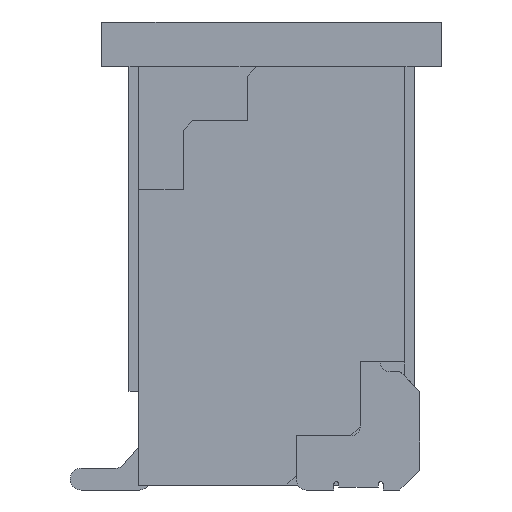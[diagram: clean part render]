
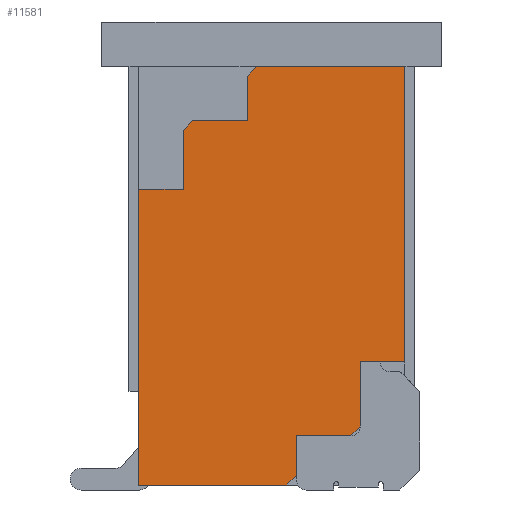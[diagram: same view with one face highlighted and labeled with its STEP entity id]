
A CAD part, front view. The second image highlights one B-rep face of the part: STEP entity #11581.
In plain terms, the highlighted face is planar.
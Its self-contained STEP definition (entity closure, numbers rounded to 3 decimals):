
#1011=ORIENTED_EDGE('',*,*,#3324,.T.);
#1012=ORIENTED_EDGE('',*,*,#2842,.T.);
#1013=ORIENTED_EDGE('',*,*,#2834,.T.);
#1014=ORIENTED_EDGE('',*,*,#3325,.T.);
#1015=ORIENTED_EDGE('',*,*,#2851,.T.);
#1016=ORIENTED_EDGE('',*,*,#3326,.T.);
#1017=ORIENTED_EDGE('',*,*,#3272,.F.);
#1018=ORIENTED_EDGE('',*,*,#2811,.F.);
#1019=ORIENTED_EDGE('',*,*,#3327,.F.);
#1020=ORIENTED_EDGE('',*,*,#3328,.F.);
#1021=ORIENTED_EDGE('',*,*,#3329,.F.);
#1022=ORIENTED_EDGE('',*,*,#3330,.F.);
#1023=ORIENTED_EDGE('',*,*,#3331,.F.);
#1024=ORIENTED_EDGE('',*,*,#3332,.F.);
#1025=ORIENTED_EDGE('',*,*,#3233,.T.);
#1026=ORIENTED_EDGE('',*,*,#3323,.F.);
#2811=EDGE_CURVE('',#4097,#4098,#4922,.T.);
#2834=EDGE_CURVE('',#4121,#4120,#4942,.T.);
#2842=EDGE_CURVE('',#4127,#4121,#4950,.T.);
#2851=EDGE_CURVE('',#4136,#4135,#4959,.T.);
#3233=EDGE_CURVE('',#4413,#4412,#5340,.T.);
#3272=EDGE_CURVE('',#4098,#4432,#5379,.T.);
#3323=EDGE_CURVE('',#4463,#4412,#5429,.T.);
#3324=EDGE_CURVE('',#4463,#4127,#5430,.T.);
#3325=EDGE_CURVE('',#4120,#4136,#5431,.T.);
#3326=EDGE_CURVE('',#4135,#4432,#5432,.T.);
#3327=EDGE_CURVE('',#4464,#4097,#5433,.T.);
#3328=EDGE_CURVE('',#4465,#4464,#5434,.T.);
#3329=EDGE_CURVE('',#4466,#4465,#5435,.T.);
#3330=EDGE_CURVE('',#4467,#4466,#5436,.T.);
#3331=EDGE_CURVE('',#4468,#4467,#5437,.T.);
#3332=EDGE_CURVE('',#4413,#4468,#5438,.T.);
#4097=VERTEX_POINT('',#14800);
#4098=VERTEX_POINT('',#14802);
#4120=VERTEX_POINT('',#14851);
#4121=VERTEX_POINT('',#14853);
#4127=VERTEX_POINT('',#14868);
#4135=VERTEX_POINT('',#14885);
#4136=VERTEX_POINT('',#14887);
#4412=VERTEX_POINT('',#15623);
#4413=VERTEX_POINT('',#15625);
#4432=VERTEX_POINT('',#15694);
#4463=VERTEX_POINT('',#15786);
#4464=VERTEX_POINT('',#15793);
#4465=VERTEX_POINT('',#15795);
#4466=VERTEX_POINT('',#15797);
#4467=VERTEX_POINT('',#15799);
#4468=VERTEX_POINT('',#15801);
#4922=LINE('',#14801,#6096);
#4942=LINE('',#14852,#6116);
#4950=LINE('',#14867,#6124);
#4959=LINE('',#14886,#6133);
#5340=LINE('',#15624,#6514);
#5379=LINE('',#15693,#6553);
#5429=LINE('',#15787,#6603);
#5430=LINE('',#15789,#6604);
#5431=LINE('',#15790,#6605);
#5432=LINE('',#15791,#6606);
#5433=LINE('',#15792,#6607);
#5434=LINE('',#15794,#6608);
#5435=LINE('',#15796,#6609);
#5436=LINE('',#15798,#6610);
#5437=LINE('',#15800,#6611);
#5438=LINE('',#15802,#6612);
#6096=VECTOR('',#12509,1000.);
#6116=VECTOR('',#12545,1000.);
#6124=VECTOR('',#12555,1000.);
#6133=VECTOR('',#12566,1000.);
#6514=VECTOR('',#13107,1000.);
#6553=VECTOR('',#13168,1000.);
#6603=VECTOR('',#13242,1000.);
#6604=VECTOR('',#13245,1000.);
#6605=VECTOR('',#13246,1000.);
#6606=VECTOR('',#13247,1000.);
#6607=VECTOR('',#13248,1000.);
#6608=VECTOR('',#13249,1000.);
#6609=VECTOR('',#13250,1000.);
#6610=VECTOR('',#13251,1000.);
#6611=VECTOR('',#13252,1000.);
#6612=VECTOR('',#13253,1000.);
#7342=EDGE_LOOP('',(#1011,#1012,#1013,#1014,#1015,#1016,#1017,#1018,#1019,
#1020,#1021,#1022,#1023,#1024,#1025,#1026));
#7780=FACE_BOUND('',#7342,.T.);
#8218=PLANE('',#12023);
#11581=ADVANCED_FACE('',(#7780),#8218,.F.);
#12023=AXIS2_PLACEMENT_3D('',#15788,#13243,#13244);
#12509=DIRECTION('',(0.,0.,1.));
#12545=DIRECTION('',(0.,0.,1.));
#12555=DIRECTION('',(0.,-1.,0.));
#12566=DIRECTION('',(0.,-1.,0.));
#13107=DIRECTION('',(0.,1.,0.));
#13168=DIRECTION('',(0.,1.,0.));
#13242=DIRECTION('',(0.,0.,-1.));
#13243=DIRECTION('',(-1.,0.,0.));
#13244=DIRECTION('',(0.,0.,1.));
#13245=DIRECTION('',(0.,-0.707,0.707));
#13246=DIRECTION('',(0.,-0.707,0.707));
#13247=DIRECTION('',(0.,0.,1.));
#13248=DIRECTION('',(0.,-0.707,0.707));
#13249=DIRECTION('',(0.,-1.,0.));
#13250=DIRECTION('',(0.,0.,1.));
#13251=DIRECTION('',(0.,-0.707,0.707));
#13252=DIRECTION('',(0.,-1.,0.));
#13253=DIRECTION('',(0.,0.,1.));
#14800=CARTESIAN_POINT('',(3.5,-2.125,-0.15));
#14801=CARTESIAN_POINT('',(3.5,-2.125,-1.45));
#14802=CARTESIAN_POINT('',(3.5,-2.125,1.35));
#14851=CARTESIAN_POINT('',(3.5,1.625,0.8));
#14852=CARTESIAN_POINT('',(3.5,1.625,0.25));
#14853=CARTESIAN_POINT('',(3.5,1.625,0.25));
#14867=CARTESIAN_POINT('',(3.5,2.025,0.25));
#14868=CARTESIAN_POINT('',(3.5,2.025,0.25));
#14885=CARTESIAN_POINT('',(3.5,0.875,0.9));
#14886=CARTESIAN_POINT('',(3.5,1.525,0.9));
#14887=CARTESIAN_POINT('',(3.5,1.525,0.9));
#15623=CARTESIAN_POINT('',(3.5,2.125,-1.35));
#15624=CARTESIAN_POINT('',(3.5,-2.125,-1.35));
#15625=CARTESIAN_POINT('',(3.5,-0.875,-1.35));
#15693=CARTESIAN_POINT('',(3.5,-2.125,1.35));
#15694=CARTESIAN_POINT('',(3.5,0.875,1.35));
#15786=CARTESIAN_POINT('',(3.5,2.125,0.15));
#15787=CARTESIAN_POINT('',(3.5,2.125,1.45));
#15788=CARTESIAN_POINT('',(3.5,0.,0.));
#15789=CARTESIAN_POINT('',(3.5,2.125,0.15));
#15790=CARTESIAN_POINT('',(3.5,1.625,0.8));
#15791=CARTESIAN_POINT('',(3.5,0.875,0.9));
#15792=CARTESIAN_POINT('',(3.5,-2.025,-0.25));
#15793=CARTESIAN_POINT('',(3.5,-2.025,-0.25));
#15794=CARTESIAN_POINT('',(3.5,-1.575,-0.25));
#15795=CARTESIAN_POINT('',(3.5,-1.575,-0.25));
#15796=CARTESIAN_POINT('',(3.5,-1.575,-0.8));
#15797=CARTESIAN_POINT('',(3.5,-1.575,-0.8));
#15798=CARTESIAN_POINT('',(3.5,-1.475,-0.9));
#15799=CARTESIAN_POINT('',(3.5,-1.475,-0.9));
#15800=CARTESIAN_POINT('',(3.5,-0.875,-0.9));
#15801=CARTESIAN_POINT('',(3.5,-0.875,-0.9));
#15802=CARTESIAN_POINT('',(3.5,-0.875,-1.35));
